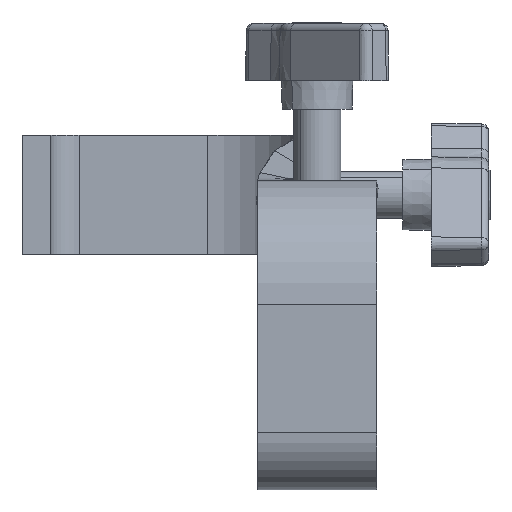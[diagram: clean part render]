
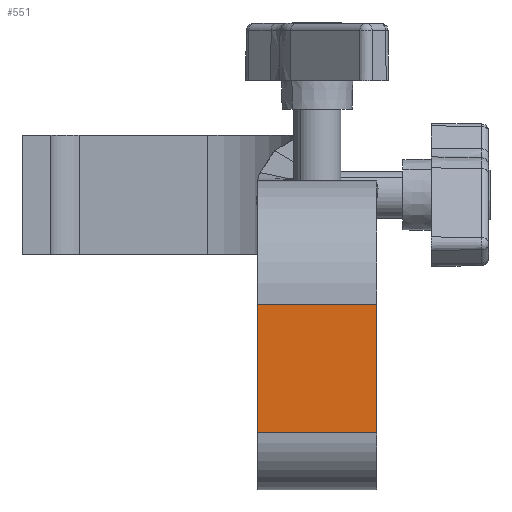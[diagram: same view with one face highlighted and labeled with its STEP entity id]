
A CAD part, front view. The second image highlights one B-rep face of the part: STEP entity #551.
In plain terms, the highlighted planar face has unit normal (0, -1, 0).
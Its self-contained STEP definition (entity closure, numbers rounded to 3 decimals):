
#104 = EDGE_LOOP ( 'NONE', ( #5254, #2028, #585, #1308 ) ) ;
#141 = VECTOR ( 'NONE', #12058, 1000. ) ;
#551 = ADVANCED_FACE ( 'NONE', ( #3435 ), #7725, .T. ) ;
#585 = ORIENTED_EDGE ( 'NONE', *, *, #2124, .T. ) ;
#1231 = CARTESIAN_POINT ( 'NONE',  ( 12.5, 0., -26. ) ) ;
#1308 = ORIENTED_EDGE ( 'NONE', *, *, #14382, .T. ) ;
#2028 = ORIENTED_EDGE ( 'NONE', *, *, #15293, .F. ) ;
#2124 = EDGE_CURVE ( 'NONE', #3867, #3211, #9357, .T. ) ;
#2138 = DIRECTION ( 'NONE',  ( -1., 0., 0. ) ) ;
#2366 = VECTOR ( 'NONE', #12831, 1000. ) ;
#3211 = VERTEX_POINT ( 'NONE', #1231 ) ;
#3435 = FACE_OUTER_BOUND ( 'NONE', #104, .T. ) ;
#3867 = VERTEX_POINT ( 'NONE', #8422 ) ;
#4480 = LINE ( 'NONE', #10800, #141 ) ;
#5254 = ORIENTED_EDGE ( 'NONE', *, *, #15750, .F. ) ;
#5842 = AXIS2_PLACEMENT_3D ( 'NONE', #11727, #16772, #15562 ) ;
#6066 = CARTESIAN_POINT ( 'NONE',  ( 12.5, 0., -26. ) ) ;
#6557 = DIRECTION ( 'NONE',  ( -1., 0., 0. ) ) ;
#7177 = VECTOR ( 'NONE', #6557, 1000. ) ;
#7725 = PLANE ( 'NONE',  #5842 ) ;
#8422 = CARTESIAN_POINT ( 'NONE',  ( 12.5, 0., -53. ) ) ;
#9098 = VERTEX_POINT ( 'NONE', #12545 ) ;
#9357 = LINE ( 'NONE', #11553, #2366 ) ;
#9489 = VECTOR ( 'NONE', #2138, 1000. ) ;
#9582 = CARTESIAN_POINT ( 'NONE',  ( -12.5, 0., -53. ) ) ;
#10800 = CARTESIAN_POINT ( 'NONE',  ( -12.5, 0., -53. ) ) ;
#11553 = CARTESIAN_POINT ( 'NONE',  ( 12.5, 0., -53. ) ) ;
#11727 = CARTESIAN_POINT ( 'NONE',  ( 12.5, 0., -53. ) ) ;
#11869 = CARTESIAN_POINT ( 'NONE',  ( 12.5, 0., -53. ) ) ;
#12058 = DIRECTION ( 'NONE',  ( 0., 0., 1. ) ) ;
#12545 = CARTESIAN_POINT ( 'NONE',  ( -12.5, 0., -26. ) ) ;
#12831 = DIRECTION ( 'NONE',  ( 0., 0., 1. ) ) ;
#13596 = LINE ( 'NONE', #11869, #7177 ) ;
#13824 = LINE ( 'NONE', #6066, #9489 ) ;
#13889 = VERTEX_POINT ( 'NONE', #9582 ) ;
#14382 = EDGE_CURVE ( 'NONE', #3211, #9098, #13824, .T. ) ;
#15293 = EDGE_CURVE ( 'NONE', #3867, #13889, #13596, .T. ) ;
#15562 = DIRECTION ( 'NONE',  ( 0., 0., -1. ) ) ;
#15750 = EDGE_CURVE ( 'NONE', #13889, #9098, #4480, .T. ) ;
#16772 = DIRECTION ( 'NONE',  ( 0., -1., 0. ) ) ;
